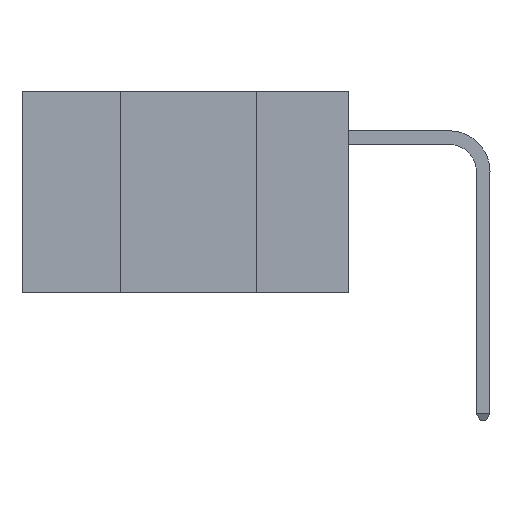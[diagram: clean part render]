
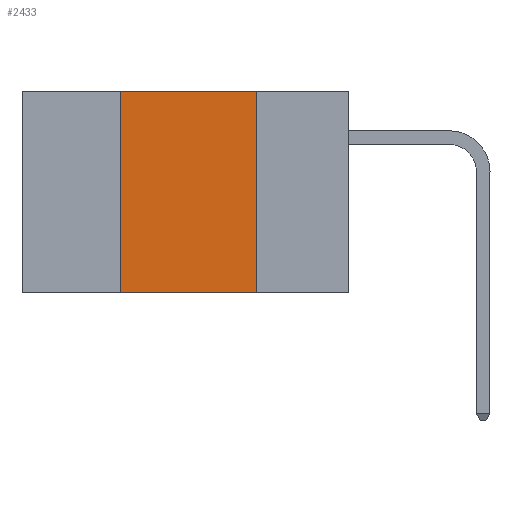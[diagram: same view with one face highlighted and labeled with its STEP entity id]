
A CAD part, left-side view. The second image highlights one B-rep face of the part: STEP entity #2433.
In plain terms, the highlighted planar face has unit normal (-1, 0, 0).
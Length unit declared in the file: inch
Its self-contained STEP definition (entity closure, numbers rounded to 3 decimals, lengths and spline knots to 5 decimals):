
#277 = EDGE_CURVE ( 'NONE', #4189, #6534, #10237, .T. ) ;
#607 = EDGE_CURVE ( 'NONE', #3269, #3308, #2377, .T. ) ;
#654 = CARTESIAN_POINT ( 'NONE',  ( 0., 0.17, 0. ) ) ;
#1568 = DIRECTION ( 'NONE',  ( 0., 0., -1. ) ) ;
#1797 = VECTOR ( 'NONE', #10463, 39.37008 ) ;
#2024 = EDGE_LOOP ( 'NONE', ( #4418, #10154, #7549, #6096 ) ) ;
#2377 = LINE ( 'NONE', #3000, #1797 ) ;
#2433 = ADVANCED_FACE ( 'NONE', ( #5994 ), #4279, .F. ) ;
#3000 = CARTESIAN_POINT ( 'NONE',  ( 0., 0.6, -0.37 ) ) ;
#3269 = VERTEX_POINT ( 'NONE', #9537 ) ;
#3308 = VERTEX_POINT ( 'NONE', #11173 ) ;
#4189 = VERTEX_POINT ( 'NONE', #8071 ) ;
#4279 = PLANE ( 'NONE',  #9662 ) ;
#4418 = ORIENTED_EDGE ( 'NONE', *, *, #5351, .F. ) ;
#4653 = DIRECTION ( 'NONE',  ( 0., 0., -1. ) ) ;
#5351 = EDGE_CURVE ( 'NONE', #6534, #3308, #10536, .T. ) ;
#5467 = CARTESIAN_POINT ( 'NONE',  ( 0., 0.42, 0. ) ) ;
#5898 = VECTOR ( 'NONE', #4653, 39.37008 ) ;
#5994 = FACE_OUTER_BOUND ( 'NONE', #2024, .T. ) ;
#6096 = ORIENTED_EDGE ( 'NONE', *, *, #607, .T. ) ;
#6218 = CARTESIAN_POINT ( 'NONE',  ( 0., 0.6, 0. ) ) ;
#6390 = CARTESIAN_POINT ( 'NONE',  ( 0., 0.17, 0. ) ) ;
#6534 = VERTEX_POINT ( 'NONE', #6390 ) ;
#7255 = DIRECTION ( 'NONE',  ( 0., -1., 0. ) ) ;
#7392 = EDGE_CURVE ( 'NONE', #3269, #4189, #7722, .T. ) ;
#7549 = ORIENTED_EDGE ( 'NONE', *, *, #7392, .F. ) ;
#7722 = LINE ( 'NONE', #5467, #9016 ) ;
#8071 = CARTESIAN_POINT ( 'NONE',  ( 0., 0.42, 0. ) ) ;
#8224 = CARTESIAN_POINT ( 'NONE',  ( 0., 0.6, 0. ) ) ;
#9016 = VECTOR ( 'NONE', #9106, 39.37008 ) ;
#9106 = DIRECTION ( 'NONE',  ( 0., 0., 1. ) ) ;
#9537 = CARTESIAN_POINT ( 'NONE',  ( 0., 0.42, -0.37 ) ) ;
#9662 = AXIS2_PLACEMENT_3D ( 'NONE', #6218, #9935, #1568 ) ;
#9935 = DIRECTION ( 'NONE',  ( 1., 0., 0. ) ) ;
#10154 = ORIENTED_EDGE ( 'NONE', *, *, #277, .F. ) ;
#10237 = LINE ( 'NONE', #8224, #11845 ) ;
#10463 = DIRECTION ( 'NONE',  ( 0., -1., 0. ) ) ;
#10536 = LINE ( 'NONE', #654, #5898 ) ;
#11173 = CARTESIAN_POINT ( 'NONE',  ( 0., 0.17, -0.37 ) ) ;
#11845 = VECTOR ( 'NONE', #7255, 39.37008 ) ;
